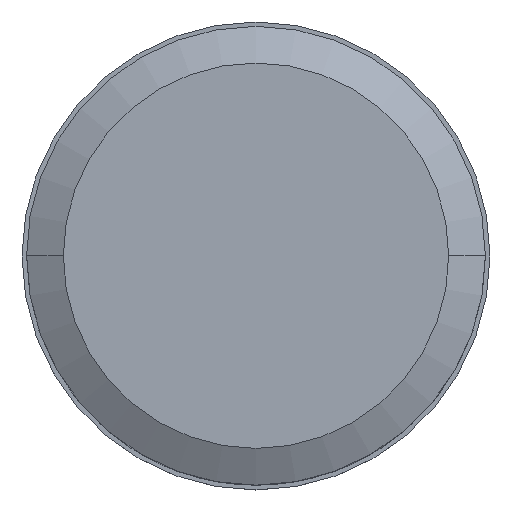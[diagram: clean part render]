
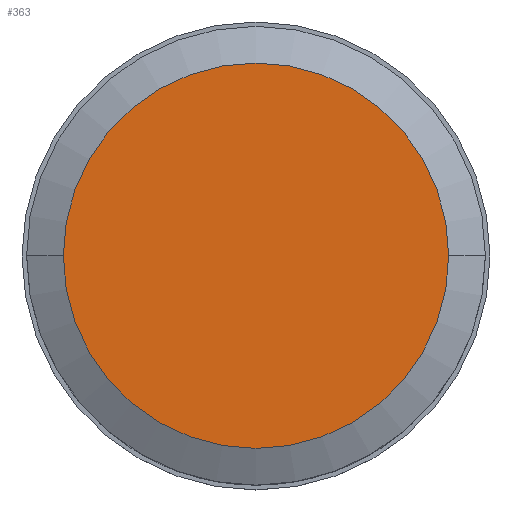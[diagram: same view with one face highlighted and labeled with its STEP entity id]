
A CAD part, top view. The second image highlights one B-rep face of the part: STEP entity #363.
In plain terms, the highlighted planar face has unit normal (0, 0, 1).
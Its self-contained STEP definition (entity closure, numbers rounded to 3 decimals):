
#146 = EDGE_CURVE ( 'NONE', #7830, #3223, #5394, .T. ) ;
#363 = ADVANCED_FACE ( 'NONE', ( #5710 ), #2111, .F. ) ;
#432 = EDGE_CURVE ( 'NONE', #3223, #7830, #5758, .T. ) ;
#794 = CARTESIAN_POINT ( 'NONE',  ( 21., 0., 6.7 ) ) ;
#2111 = PLANE ( 'NONE',  #5716 ) ;
#2112 = CARTESIAN_POINT ( 'NONE',  ( 0., 0., 6.7 ) ) ;
#2113 = DIRECTION ( 'NONE',  ( 0., 0., -1. ) ) ;
#2114 = DIRECTION ( 'NONE',  ( -1., 0., 0. ) ) ;
#2343 = CARTESIAN_POINT ( 'NONE',  ( 0., 0., 6.7 ) ) ;
#2362 = DIRECTION ( 'NONE',  ( 0., 0., 1. ) ) ;
#2363 = DIRECTION ( 'NONE',  ( 1., 0., 0. ) ) ;
#2858 = CARTESIAN_POINT ( 'NONE',  ( 0., 0., 6.7 ) ) ;
#2874 = DIRECTION ( 'NONE',  ( 0., 0., 1. ) ) ;
#2875 = DIRECTION ( 'NONE',  ( 1., 0., 0. ) ) ;
#3223 = VERTEX_POINT ( 'NONE', #6980 ) ;
#3603 = ORIENTED_EDGE ( 'NONE', *, *, #432, .T. ) ;
#3605 = ORIENTED_EDGE ( 'NONE', *, *, #146, .T. ) ;
#4509 = EDGE_LOOP ( 'NONE', ( #3603, #3605 ) ) ;
#5394 = CIRCLE ( 'NONE', #5550, 21. ) ;
#5550 = AXIS2_PLACEMENT_3D ( 'NONE', #2858, #2874, #2875 ) ;
#5710 = FACE_OUTER_BOUND ( 'NONE', #4509, .T. ) ;
#5716 = AXIS2_PLACEMENT_3D ( 'NONE', #2112, #2113, #2114 ) ;
#5758 = CIRCLE ( 'NONE', #5936, 21. ) ;
#5936 = AXIS2_PLACEMENT_3D ( 'NONE', #2343, #2362, #2363 ) ;
#6980 = CARTESIAN_POINT ( 'NONE',  ( -21., 0., 6.7 ) ) ;
#7830 = VERTEX_POINT ( 'NONE', #794 ) ;
